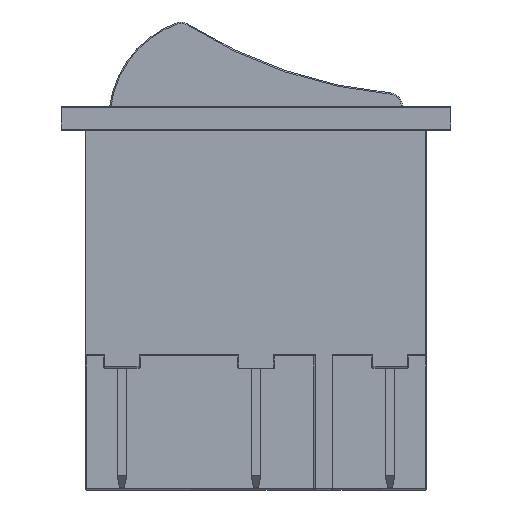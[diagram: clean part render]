
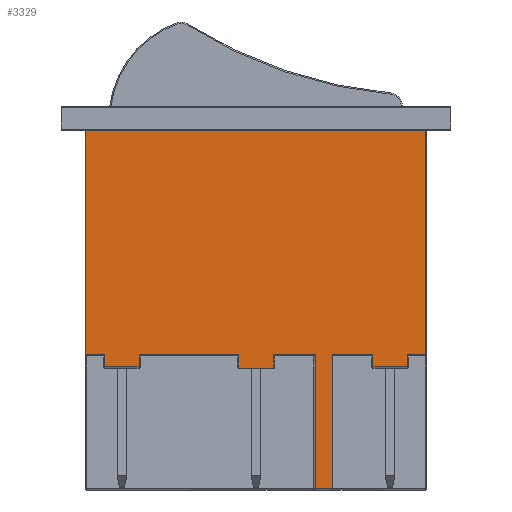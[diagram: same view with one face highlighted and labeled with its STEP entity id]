
A CAD part, left-side view. The second image highlights one B-rep face of the part: STEP entity #3329.
In plain terms, the highlighted planar face has unit normal (-1, 0, 0).
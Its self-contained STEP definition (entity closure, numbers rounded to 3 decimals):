
#410=FACE_OUTER_BOUND('',#628,.T.);
#628=EDGE_LOOP('',(#2515,#2516,#2517,#2518,#2519,#2520,#2521,#2522,#2523,
#2524,#2525,#2526,#2527,#2528,#2529,#2530,#2531,#2532,#2533,#2534));
#853=LINE('',#5259,#1185);
#878=LINE('',#5330,#1210);
#881=LINE('',#5339,#1213);
#883=LINE('',#5344,#1215);
#886=LINE('',#5355,#1218);
#888=LINE('',#5361,#1220);
#889=LINE('',#5363,#1221);
#890=LINE('',#5365,#1222);
#891=LINE('',#5367,#1223);
#892=LINE('',#5369,#1224);
#893=LINE('',#5371,#1225);
#894=LINE('',#5373,#1226);
#895=LINE('',#5375,#1227);
#896=LINE('',#5377,#1228);
#897=LINE('',#5379,#1229);
#898=LINE('',#5381,#1230);
#899=LINE('',#5383,#1231);
#900=LINE('',#5385,#1232);
#901=LINE('',#5387,#1233);
#902=LINE('',#5388,#1234);
#1185=VECTOR('',#4192,10.);
#1210=VECTOR('',#4251,10.);
#1213=VECTOR('',#4260,10.);
#1215=VECTOR('',#4266,10.);
#1218=VECTOR('',#4279,10.);
#1220=VECTOR('',#4285,10.);
#1221=VECTOR('',#4286,10.);
#1222=VECTOR('',#4287,10.);
#1223=VECTOR('',#4288,10.);
#1224=VECTOR('',#4289,10.);
#1225=VECTOR('',#4290,10.);
#1226=VECTOR('',#4291,10.);
#1227=VECTOR('',#4292,10.);
#1228=VECTOR('',#4293,10.);
#1229=VECTOR('',#4294,10.);
#1230=VECTOR('',#4295,10.);
#1231=VECTOR('',#4296,10.);
#1232=VECTOR('',#4297,10.);
#1233=VECTOR('',#4298,10.);
#1234=VECTOR('',#4299,10.);
#1515=VERTEX_POINT('',#5256);
#1516=VERTEX_POINT('',#5258);
#1543=VERTEX_POINT('',#5323);
#1545=VERTEX_POINT('',#5329);
#1548=VERTEX_POINT('',#5337);
#1552=VERTEX_POINT('',#5354);
#1554=VERTEX_POINT('',#5360);
#1555=VERTEX_POINT('',#5362);
#1556=VERTEX_POINT('',#5364);
#1557=VERTEX_POINT('',#5366);
#1558=VERTEX_POINT('',#5368);
#1559=VERTEX_POINT('',#5370);
#1560=VERTEX_POINT('',#5372);
#1561=VERTEX_POINT('',#5374);
#1562=VERTEX_POINT('',#5376);
#1563=VERTEX_POINT('',#5378);
#1564=VERTEX_POINT('',#5380);
#1565=VERTEX_POINT('',#5382);
#1566=VERTEX_POINT('',#5384);
#1567=VERTEX_POINT('',#5386);
#1849=EDGE_CURVE('',#1516,#1515,#853,.T.);
#1884=EDGE_CURVE('',#1545,#1543,#878,.T.);
#1889=EDGE_CURVE('',#1548,#1545,#881,.T.);
#1892=EDGE_CURVE('',#1516,#1548,#883,.T.);
#1897=EDGE_CURVE('',#1543,#1552,#886,.T.);
#1900=EDGE_CURVE('',#1554,#1515,#888,.T.);
#1901=EDGE_CURVE('',#1555,#1554,#889,.T.);
#1902=EDGE_CURVE('',#1556,#1555,#890,.T.);
#1903=EDGE_CURVE('',#1557,#1556,#891,.T.);
#1904=EDGE_CURVE('',#1558,#1557,#892,.T.);
#1905=EDGE_CURVE('',#1559,#1558,#893,.T.);
#1906=EDGE_CURVE('',#1560,#1559,#894,.T.);
#1907=EDGE_CURVE('',#1560,#1561,#895,.T.);
#1908=EDGE_CURVE('',#1562,#1561,#896,.T.);
#1909=EDGE_CURVE('',#1563,#1562,#897,.T.);
#1910=EDGE_CURVE('',#1564,#1563,#898,.T.);
#1911=EDGE_CURVE('',#1565,#1564,#899,.T.);
#1912=EDGE_CURVE('',#1565,#1566,#900,.T.);
#1913=EDGE_CURVE('',#1567,#1566,#901,.T.);
#1914=EDGE_CURVE('',#1552,#1567,#902,.T.);
#2515=ORIENTED_EDGE('',*,*,#1884,.F.);
#2516=ORIENTED_EDGE('',*,*,#1889,.F.);
#2517=ORIENTED_EDGE('',*,*,#1892,.F.);
#2518=ORIENTED_EDGE('',*,*,#1849,.T.);
#2519=ORIENTED_EDGE('',*,*,#1900,.F.);
#2520=ORIENTED_EDGE('',*,*,#1901,.F.);
#2521=ORIENTED_EDGE('',*,*,#1902,.F.);
#2522=ORIENTED_EDGE('',*,*,#1903,.F.);
#2523=ORIENTED_EDGE('',*,*,#1904,.F.);
#2524=ORIENTED_EDGE('',*,*,#1905,.F.);
#2525=ORIENTED_EDGE('',*,*,#1906,.F.);
#2526=ORIENTED_EDGE('',*,*,#1907,.T.);
#2527=ORIENTED_EDGE('',*,*,#1908,.F.);
#2528=ORIENTED_EDGE('',*,*,#1909,.F.);
#2529=ORIENTED_EDGE('',*,*,#1910,.F.);
#2530=ORIENTED_EDGE('',*,*,#1911,.F.);
#2531=ORIENTED_EDGE('',*,*,#1912,.T.);
#2532=ORIENTED_EDGE('',*,*,#1913,.F.);
#2533=ORIENTED_EDGE('',*,*,#1914,.F.);
#2534=ORIENTED_EDGE('',*,*,#1897,.F.);
#3184=PLANE('',#3652);
#3329=ADVANCED_FACE('',(#410),#3184,.F.);
#3652=AXIS2_PLACEMENT_3D('',#5359,#4283,#4284);
#4192=DIRECTION('',(0.,1.,0.));
#4251=DIRECTION('',(0.,0.,-1.));
#4260=DIRECTION('',(0.,1.,0.));
#4266=DIRECTION('',(0.,0.,-1.));
#4279=DIRECTION('',(0.,1.,0.));
#4283=DIRECTION('center_axis',(1.,0.,0.));
#4284=DIRECTION('ref_axis',(0.,1.,0.));
#4285=DIRECTION('',(0.,0.,1.));
#4286=DIRECTION('',(0.,1.,0.));
#4287=DIRECTION('',(0.,0.,1.));
#4288=DIRECTION('',(0.,1.,0.));
#4289=DIRECTION('',(0.,0.,-1.));
#4290=DIRECTION('',(0.,1.,0.));
#4291=DIRECTION('',(0.,0.,1.));
#4292=DIRECTION('',(0.,-1.,0.));
#4293=DIRECTION('',(0.,0.,-1.));
#4294=DIRECTION('',(0.,1.,0.));
#4295=DIRECTION('',(0.,0.,1.));
#4296=DIRECTION('',(0.,1.,0.));
#4297=DIRECTION('',(0.,0.,1.));
#4298=DIRECTION('',(0.,1.,0.));
#4299=DIRECTION('',(0.,0.,1.));
#5256=CARTESIAN_POINT('',(-10.9,14.,29.5));
#5258=CARTESIAN_POINT('',(-10.9,-13.9,29.5));
#5259=CARTESIAN_POINT('',(-10.9,14.,29.5));
#5323=CARTESIAN_POINT('',(-10.9,-12.4,10.1));
#5329=CARTESIAN_POINT('',(-10.9,-12.4,11.1));
#5330=CARTESIAN_POINT('',(-10.9,-12.4,0.));
#5337=CARTESIAN_POINT('',(-10.9,-13.9,11.1));
#5339=CARTESIAN_POINT('',(-10.9,-13.72,11.1));
#5344=CARTESIAN_POINT('',(-10.9,-13.9,0.));
#5354=CARTESIAN_POINT('',(-10.9,-9.6,10.1));
#5355=CARTESIAN_POINT('',(-10.9,-12.063,10.1));
#5359=CARTESIAN_POINT('Origin',(-10.9,-14.,0.));
#5360=CARTESIAN_POINT('',(-10.9,14.,11.1));
#5361=CARTESIAN_POINT('',(-10.9,14.,0.));
#5362=CARTESIAN_POINT('',(-10.9,12.4,11.1));
#5363=CARTESIAN_POINT('',(-10.9,-0.261,11.1));
#5364=CARTESIAN_POINT('',(-10.9,12.4,10.1));
#5365=CARTESIAN_POINT('',(-10.9,12.4,0.));
#5366=CARTESIAN_POINT('',(-10.9,9.6,10.1));
#5367=CARTESIAN_POINT('',(-10.9,-4.688,10.1));
#5368=CARTESIAN_POINT('',(-10.9,9.6,11.1));
#5369=CARTESIAN_POINT('',(-10.9,9.6,0.));
#5370=CARTESIAN_POINT('',(-10.9,1.4,11.1));
#5371=CARTESIAN_POINT('',(-10.9,-6.,11.1));
#5372=CARTESIAN_POINT('',(-10.9,1.4,10.));
#5373=CARTESIAN_POINT('',(-10.9,1.4,0.));
#5374=CARTESIAN_POINT('',(-10.9,-1.4,10.));
#5375=CARTESIAN_POINT('',(-10.9,-4.688,10.));
#5376=CARTESIAN_POINT('',(-10.9,-1.4,11.1));
#5377=CARTESIAN_POINT('',(-10.9,-1.4,0.));
#5378=CARTESIAN_POINT('',(-10.9,-4.85,11.1));
#5379=CARTESIAN_POINT('',(-10.9,-8.,11.1));
#5380=CARTESIAN_POINT('',(-10.9,-4.85,0.1));
#5381=CARTESIAN_POINT('',(-10.9,-4.85,0.));
#5382=CARTESIAN_POINT('',(-10.9,-6.25,0.1));
#5383=CARTESIAN_POINT('',(-10.9,-7.,0.1));
#5384=CARTESIAN_POINT('',(-10.9,-6.25,11.1));
#5385=CARTESIAN_POINT('',(-10.9,-6.25,0.));
#5386=CARTESIAN_POINT('',(-10.9,-9.6,11.1));
#5387=CARTESIAN_POINT('',(-10.9,-11.5,11.1));
#5388=CARTESIAN_POINT('',(-10.9,-9.6,0.));
